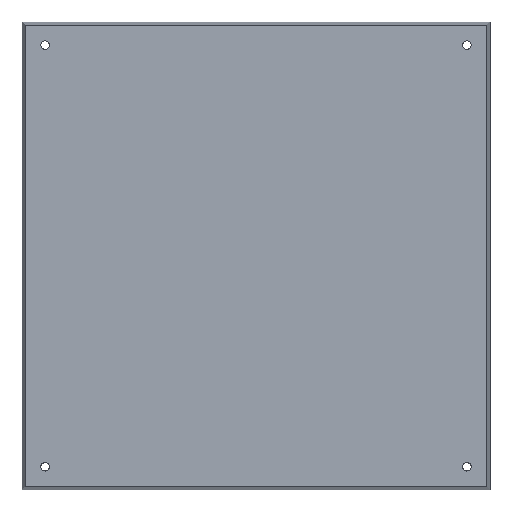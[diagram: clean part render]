
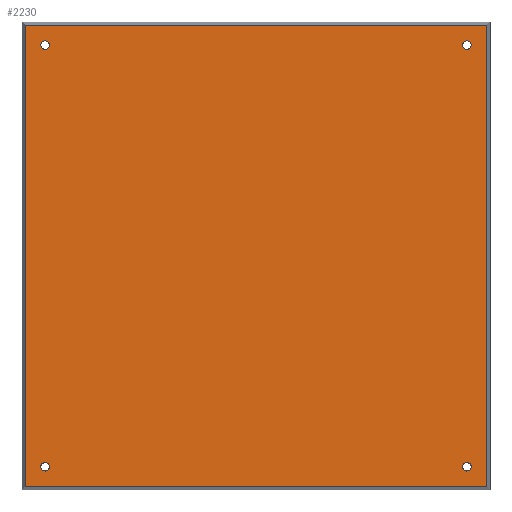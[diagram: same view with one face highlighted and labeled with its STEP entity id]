
A CAD part, top view. The second image highlights one B-rep face of the part: STEP entity #2230.
In plain terms, the highlighted planar face has unit normal (0, 0, 1).
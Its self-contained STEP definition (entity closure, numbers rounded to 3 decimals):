
#114 = DIRECTION ( 'NONE',  ( 0., 0., -1. ) ) ;
#124 = CARTESIAN_POINT ( 'NONE',  ( 17.747, 15.003, 0. ) ) ;
#147 = VERTEX_POINT ( 'NONE', #2070 ) ;
#309 = EDGE_CURVE ( 'NONE', #7448, #1120, #1787, .T. ) ;
#416 = DIRECTION ( 'NONE',  ( 0., 0., 1. ) ) ;
#947 = DIRECTION ( 'NONE',  ( 1., 0., 0. ) ) ;
#1047 = CARTESIAN_POINT ( 'NONE',  ( 14.997, 15.003, 0. ) ) ;
#1120 = VERTEX_POINT ( 'NONE', #4705 ) ;
#1328 = DIRECTION ( 'NONE',  ( 0., -1., 0. ) ) ;
#1343 = EDGE_CURVE ( 'NONE', #12453, #12048, #6073, .T. ) ;
#1465 = AXIS2_PLACEMENT_3D ( 'NONE', #12361, #416, #11773 ) ;
#1611 = EDGE_LOOP ( 'NONE', ( #5370, #12818 ) ) ;
#1787 = CIRCLE ( 'NONE', #9471, 2.75 ) ;
#1981 = DIRECTION ( 'NONE',  ( 0., 0., 1. ) ) ;
#2038 = DIRECTION ( 'NONE',  ( -1., 0., 0. ) ) ;
#2070 = CARTESIAN_POINT ( 'NONE',  ( 297.708, 2.292, 0. ) ) ;
#2083 = EDGE_CURVE ( 'NONE', #1120, #7448, #6266, .T. ) ;
#2171 = DIRECTION ( 'NONE',  ( 1., 0., 0. ) ) ;
#2230 = ADVANCED_FACE ( 'NONE', ( #12262, #11309, #5059, #5191, #9266 ), #11190, .F. ) ;
#2275 = ORIENTED_EDGE ( 'NONE', *, *, #13113, .F. ) ;
#2509 = ORIENTED_EDGE ( 'NONE', *, *, #9495, .T. ) ;
#2595 = DIRECTION ( 'NONE',  ( 0., 1., 0. ) ) ;
#2685 = CIRCLE ( 'NONE', #12700, 2.75 ) ;
#2695 = ORIENTED_EDGE ( 'NONE', *, *, #8562, .T. ) ;
#2829 = DIRECTION ( 'NONE',  ( 0., 0., 1. ) ) ;
#2838 = EDGE_CURVE ( 'NONE', #2923, #12723, #11573, .T. ) ;
#2876 = EDGE_CURVE ( 'NONE', #9512, #147, #10423, .T. ) ;
#2923 = VERTEX_POINT ( 'NONE', #5286 ) ;
#3159 = VECTOR ( 'NONE', #2595, 1000. ) ;
#3388 = EDGE_CURVE ( 'NONE', #7434, #9512, #4345, .T. ) ;
#3510 = VERTEX_POINT ( 'NONE', #9915 ) ;
#3909 = DIRECTION ( 'NONE',  ( 0., 0., 1. ) ) ;
#3947 = CARTESIAN_POINT ( 'NONE',  ( 2.292, 297.708, 0. ) ) ;
#4081 = VERTEX_POINT ( 'NONE', #5106 ) ;
#4220 = CARTESIAN_POINT ( 'NONE',  ( 282.253, 284.997, 0. ) ) ;
#4223 = EDGE_LOOP ( 'NONE', ( #10860, #8603 ) ) ;
#4320 = DIRECTION ( 'NONE',  ( 0., 0., 1. ) ) ;
#4345 = LINE ( 'NONE', #6400, #9454 ) ;
#4705 = CARTESIAN_POINT ( 'NONE',  ( 12.247, 15.003, 0. ) ) ;
#4789 = ORIENTED_EDGE ( 'NONE', *, *, #1343, .F. ) ;
#4821 = VERTEX_POINT ( 'NONE', #12327 ) ;
#5042 = ORIENTED_EDGE ( 'NONE', *, *, #309, .F. ) ;
#5059 = FACE_BOUND ( 'NONE', #1611, .T. ) ;
#5106 = CARTESIAN_POINT ( 'NONE',  ( 287.753, 15.003, 0. ) ) ;
#5191 = FACE_BOUND ( 'NONE', #9377, .T. ) ;
#5195 = CARTESIAN_POINT ( 'NONE',  ( 285.003, 15.003, 0. ) ) ;
#5237 = CARTESIAN_POINT ( 'NONE',  ( 17.747, 284.997, 0. ) ) ;
#5286 = CARTESIAN_POINT ( 'NONE',  ( 287.753, 284.997, 0. ) ) ;
#5324 = CARTESIAN_POINT ( 'NONE',  ( 285.003, 15.003, 0. ) ) ;
#5331 = CIRCLE ( 'NONE', #12147, 2.75 ) ;
#5370 = ORIENTED_EDGE ( 'NONE', *, *, #2838, .F. ) ;
#5444 = EDGE_CURVE ( 'NONE', #3510, #4081, #11344, .T. ) ;
#5646 = AXIS2_PLACEMENT_3D ( 'NONE', #13124, #114, #2038 ) ;
#5983 = CARTESIAN_POINT ( 'NONE',  ( 2.292, 297.708, 0. ) ) ;
#6070 = DIRECTION ( 'NONE',  ( 0., 0., 1. ) ) ;
#6073 = CIRCLE ( 'NONE', #7575, 2.75 ) ;
#6198 = VECTOR ( 'NONE', #8069, 1000. ) ;
#6266 = CIRCLE ( 'NONE', #9691, 2.75 ) ;
#6347 = DIRECTION ( 'NONE',  ( 1., 0., 0. ) ) ;
#6400 = CARTESIAN_POINT ( 'NONE',  ( 2.292, 2.292, 0. ) ) ;
#6552 = CARTESIAN_POINT ( 'NONE',  ( 2.292, 2.292, 0. ) ) ;
#7434 = VERTEX_POINT ( 'NONE', #3947 ) ;
#7448 = VERTEX_POINT ( 'NONE', #124 ) ;
#7487 = ORIENTED_EDGE ( 'NONE', *, *, #3388, .T. ) ;
#7513 = EDGE_LOOP ( 'NONE', ( #5042, #7934 ) ) ;
#7575 = AXIS2_PLACEMENT_3D ( 'NONE', #11980, #2829, #10970 ) ;
#7811 = DIRECTION ( 'NONE',  ( 0., 0., 1. ) ) ;
#7934 = ORIENTED_EDGE ( 'NONE', *, *, #2083, .F. ) ;
#7959 = AXIS2_PLACEMENT_3D ( 'NONE', #5195, #4320, #2171 ) ;
#8069 = DIRECTION ( 'NONE',  ( -1., 0., 0. ) ) ;
#8351 = DIRECTION ( 'NONE',  ( 1., 0., 0. ) ) ;
#8562 = EDGE_CURVE ( 'NONE', #4821, #7434, #12193, .T. ) ;
#8603 = ORIENTED_EDGE ( 'NONE', *, *, #5444, .F. ) ;
#8642 = CARTESIAN_POINT ( 'NONE',  ( 297.708, 2.292, 0. ) ) ;
#8821 = CARTESIAN_POINT ( 'NONE',  ( 14.997, 15.003, 0. ) ) ;
#9266 = FACE_OUTER_BOUND ( 'NONE', #11377, .T. ) ;
#9377 = EDGE_LOOP ( 'NONE', ( #4789, #2275 ) ) ;
#9454 = VECTOR ( 'NONE', #1328, 1000. ) ;
#9471 = AXIS2_PLACEMENT_3D ( 'NONE', #1047, #6070, #12994 ) ;
#9495 = EDGE_CURVE ( 'NONE', #147, #4821, #10608, .T. ) ;
#9512 = VERTEX_POINT ( 'NONE', #11683 ) ;
#9523 = CARTESIAN_POINT ( 'NONE',  ( 12.247, 284.997, 0. ) ) ;
#9691 = AXIS2_PLACEMENT_3D ( 'NONE', #8821, #7811, #12866 ) ;
#9878 = AXIS2_PLACEMENT_3D ( 'NONE', #13022, #3909, #947 ) ;
#9915 = CARTESIAN_POINT ( 'NONE',  ( 282.253, 15.003, 0. ) ) ;
#10094 = VECTOR ( 'NONE', #6347, 1000. ) ;
#10147 = DIRECTION ( 'NONE',  ( 1., 0., 0. ) ) ;
#10423 = LINE ( 'NONE', #6552, #10094 ) ;
#10608 = LINE ( 'NONE', #8642, #3159 ) ;
#10787 = EDGE_CURVE ( 'NONE', #4081, #3510, #2685, .T. ) ;
#10860 = ORIENTED_EDGE ( 'NONE', *, *, #10787, .F. ) ;
#10970 = DIRECTION ( 'NONE',  ( 1., 0., 0. ) ) ;
#11123 = CARTESIAN_POINT ( 'NONE',  ( 14.997, 284.997, 0. ) ) ;
#11190 = PLANE ( 'NONE',  #5646 ) ;
#11309 = FACE_BOUND ( 'NONE', #4223, .T. ) ;
#11344 = CIRCLE ( 'NONE', #7959, 2.75 ) ;
#11377 = EDGE_LOOP ( 'NONE', ( #2509, #2695, #7487, #11974 ) ) ;
#11573 = CIRCLE ( 'NONE', #9878, 2.75 ) ;
#11683 = CARTESIAN_POINT ( 'NONE',  ( 2.292, 2.292, 0. ) ) ;
#11773 = DIRECTION ( 'NONE',  ( 1., 0., 0. ) ) ;
#11974 = ORIENTED_EDGE ( 'NONE', *, *, #2876, .T. ) ;
#11980 = CARTESIAN_POINT ( 'NONE',  ( 14.997, 284.997, 0. ) ) ;
#12048 = VERTEX_POINT ( 'NONE', #9523 ) ;
#12147 = AXIS2_PLACEMENT_3D ( 'NONE', #11123, #1981, #10147 ) ;
#12193 = LINE ( 'NONE', #5983, #6198 ) ;
#12262 = FACE_BOUND ( 'NONE', #7513, .T. ) ;
#12327 = CARTESIAN_POINT ( 'NONE',  ( 297.708, 297.708, 0. ) ) ;
#12361 = CARTESIAN_POINT ( 'NONE',  ( 285.003, 284.997, 0. ) ) ;
#12453 = VERTEX_POINT ( 'NONE', #5237 ) ;
#12454 = EDGE_CURVE ( 'NONE', #12723, #2923, #12984, .T. ) ;
#12528 = DIRECTION ( 'NONE',  ( 0., 0., 1. ) ) ;
#12700 = AXIS2_PLACEMENT_3D ( 'NONE', #5324, #12528, #8351 ) ;
#12723 = VERTEX_POINT ( 'NONE', #4220 ) ;
#12818 = ORIENTED_EDGE ( 'NONE', *, *, #12454, .F. ) ;
#12866 = DIRECTION ( 'NONE',  ( 1., 0., 0. ) ) ;
#12984 = CIRCLE ( 'NONE', #1465, 2.75 ) ;
#12994 = DIRECTION ( 'NONE',  ( 1., 0., 0. ) ) ;
#13022 = CARTESIAN_POINT ( 'NONE',  ( 285.003, 284.997, 0. ) ) ;
#13113 = EDGE_CURVE ( 'NONE', #12048, #12453, #5331, .T. ) ;
#13124 = CARTESIAN_POINT ( 'NONE',  ( 0., 0., 0. ) ) ;
